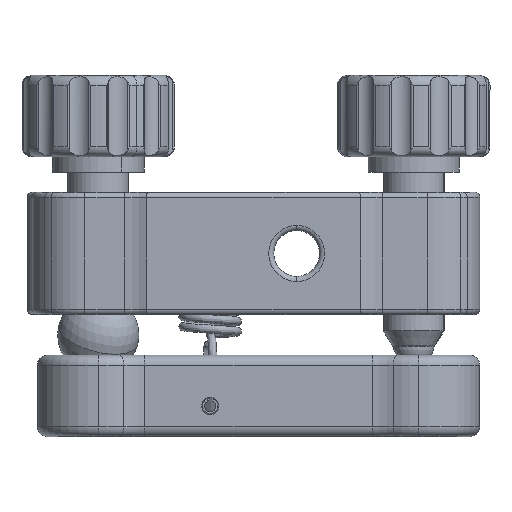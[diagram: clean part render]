
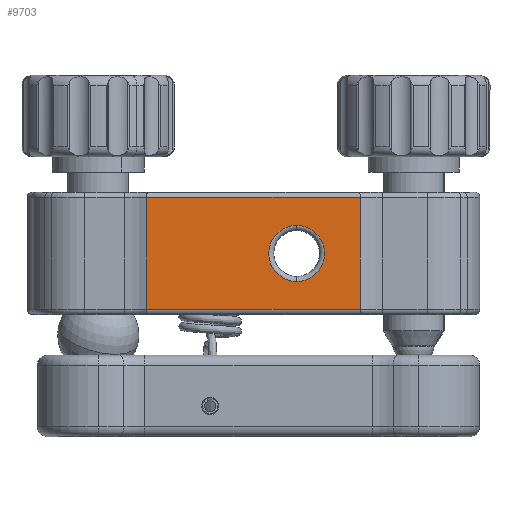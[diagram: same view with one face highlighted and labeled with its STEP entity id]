
A CAD part, front view. The second image highlights one B-rep face of the part: STEP entity #9703.
In plain terms, the highlighted planar face has unit normal (0, -1, 0).
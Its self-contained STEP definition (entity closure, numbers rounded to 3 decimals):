
#120 = EDGE_CURVE ( 'NONE', #12481, #14482, #18775, .T. ) ;
#533 = DIRECTION ( 'NONE',  ( 0., 0., 1. ) ) ;
#863 = VECTOR ( 'NONE', #20202, 1000. ) ;
#944 = CARTESIAN_POINT ( 'NONE',  ( 19.5, -7., 0. ) ) ;
#1490 = LINE ( 'NONE', #1621, #8115 ) ;
#1621 = CARTESIAN_POINT ( 'NONE',  ( 25.75, -7., -5.5 ) ) ;
#1686 = DIRECTION ( 'NONE',  ( 1., 0., 0. ) ) ;
#3889 = DIRECTION ( 'NONE',  ( 0., 1., 0. ) ) ;
#4119 = AXIS2_PLACEMENT_3D ( 'NONE', #19988, #3889, #533 ) ;
#5128 = FACE_BOUND ( 'NONE', #14799, .T. ) ;
#5644 = LINE ( 'NONE', #15783, #13985 ) ;
#5965 = EDGE_CURVE ( 'NONE', #14482, #12481, #14816, .T. ) ;
#6144 = ORIENTED_EDGE ( 'NONE', *, *, #5965, .T. ) ;
#7061 = EDGE_CURVE ( 'NONE', #8650, #10993, #10247, .T. ) ;
#7217 = LINE ( 'NONE', #20018, #8221 ) ;
#7402 = EDGE_CURVE ( 'NONE', #16540, #8650, #7217, .T. ) ;
#7421 = DIRECTION ( 'NONE',  ( 0., 0., 1. ) ) ;
#7503 = DIRECTION ( 'NONE',  ( 0., 0., -1. ) ) ;
#8115 = VECTOR ( 'NONE', #1686, 1000. ) ;
#8221 = VECTOR ( 'NONE', #14863, 1000. ) ;
#8494 = EDGE_LOOP ( 'NONE', ( #18778, #12304, #11639, #11718 ) ) ;
#8650 = VERTEX_POINT ( 'NONE', #16371 ) ;
#9222 = EDGE_CURVE ( 'NONE', #16540, #14010, #5644, .T. ) ;
#9703 = ADVANCED_FACE ( 'NONE', ( #5128, #20869 ), #16930, .F. ) ;
#10247 = LINE ( 'NONE', #10665, #863 ) ;
#10665 = CARTESIAN_POINT ( 'NONE',  ( 4.75, -7., 6. ) ) ;
#10858 = DIRECTION ( 'NONE',  ( 0., 0., 1. ) ) ;
#10993 = VERTEX_POINT ( 'NONE', #11170 ) ;
#11170 = CARTESIAN_POINT ( 'NONE',  ( 4.75, -7., -5.5 ) ) ;
#11243 = CARTESIAN_POINT ( 'NONE',  ( 19.5, -7., 2.75 ) ) ;
#11253 = CARTESIAN_POINT ( 'NONE',  ( 19.5, -7., -2.75 ) ) ;
#11286 = AXIS2_PLACEMENT_3D ( 'NONE', #16997, #13851, #7421 ) ;
#11639 = ORIENTED_EDGE ( 'NONE', *, *, #7061, .T. ) ;
#11718 = ORIENTED_EDGE ( 'NONE', *, *, #15478, .T. ) ;
#11735 = AXIS2_PLACEMENT_3D ( 'NONE', #944, #20551, #10858 ) ;
#12304 = ORIENTED_EDGE ( 'NONE', *, *, #7402, .T. ) ;
#12481 = VERTEX_POINT ( 'NONE', #11243 ) ;
#13363 = ORIENTED_EDGE ( 'NONE', *, *, #120, .T. ) ;
#13672 = CARTESIAN_POINT ( 'NONE',  ( 25.75, -7., 5.5 ) ) ;
#13851 = DIRECTION ( 'NONE',  ( 0., 1., 0. ) ) ;
#13985 = VECTOR ( 'NONE', #7503, 1000. ) ;
#14010 = VERTEX_POINT ( 'NONE', #19653 ) ;
#14482 = VERTEX_POINT ( 'NONE', #11253 ) ;
#14799 = EDGE_LOOP ( 'NONE', ( #13363, #6144 ) ) ;
#14816 = CIRCLE ( 'NONE', #11735, 2.75 ) ;
#14863 = DIRECTION ( 'NONE',  ( -1., 0., 0. ) ) ;
#15478 = EDGE_CURVE ( 'NONE', #10993, #14010, #1490, .T. ) ;
#15783 = CARTESIAN_POINT ( 'NONE',  ( 25.75, -7., 6. ) ) ;
#16371 = CARTESIAN_POINT ( 'NONE',  ( 4.75, -7., 5.5 ) ) ;
#16540 = VERTEX_POINT ( 'NONE', #13672 ) ;
#16930 = PLANE ( 'NONE',  #4119 ) ;
#16997 = CARTESIAN_POINT ( 'NONE',  ( 19.5, -7., 0. ) ) ;
#18775 = CIRCLE ( 'NONE', #11286, 2.75 ) ;
#18778 = ORIENTED_EDGE ( 'NONE', *, *, #9222, .F. ) ;
#19653 = CARTESIAN_POINT ( 'NONE',  ( 25.75, -7., -5.5 ) ) ;
#19988 = CARTESIAN_POINT ( 'NONE',  ( 31., -7., -6. ) ) ;
#20018 = CARTESIAN_POINT ( 'NONE',  ( 31., -7., 5.5 ) ) ;
#20202 = DIRECTION ( 'NONE',  ( 0., 0., -1. ) ) ;
#20551 = DIRECTION ( 'NONE',  ( 0., 1., 0. ) ) ;
#20869 = FACE_OUTER_BOUND ( 'NONE', #8494, .T. ) ;
